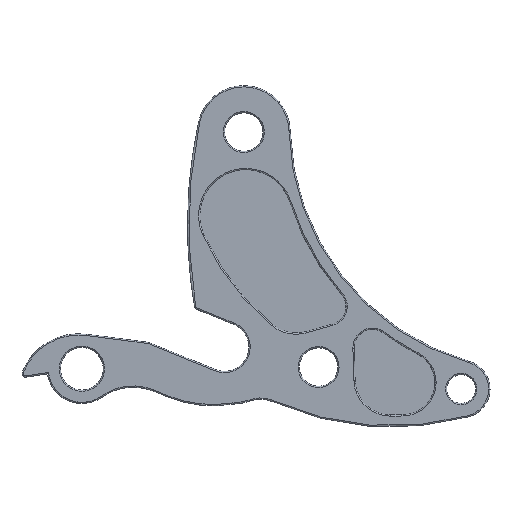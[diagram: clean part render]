
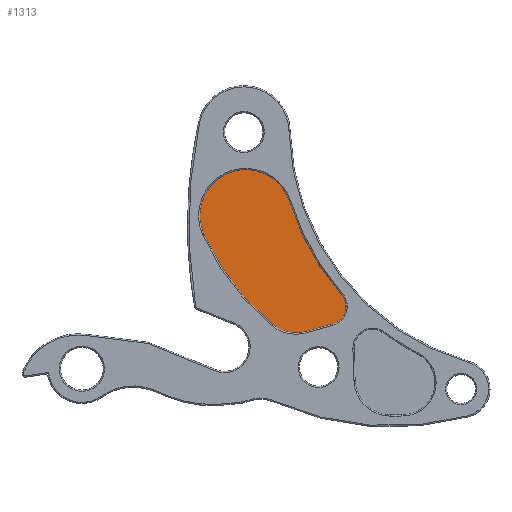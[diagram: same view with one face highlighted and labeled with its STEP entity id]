
A CAD part, top view. The second image highlights one B-rep face of the part: STEP entity #1313.
In plain terms, the highlighted planar face has unit normal (0, 0, 1).
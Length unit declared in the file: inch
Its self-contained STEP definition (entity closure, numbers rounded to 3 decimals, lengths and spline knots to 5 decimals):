
#133 = ORIENTED_EDGE ( 'NONE', *, *, #2493, .T. ) ;
#218 = VERTEX_POINT ( 'NONE', #2627 ) ;
#231 = CARTESIAN_POINT ( 'NONE',  ( 5.00327, -6.65569, 0.135 ) ) ;
#313 = CIRCLE ( 'NONE', #2059, 0.15 ) ;
#388 = CIRCLE ( 'NONE', #3098, 0.37647 ) ;
#404 = VECTOR ( 'NONE', #1118, 39.37008 ) ;
#423 = CIRCLE ( 'NONE', #2686, 0.30135 ) ;
#439 = CARTESIAN_POINT ( 'NONE',  ( 4.92156, -6.36563, 0.135 ) ) ;
#457 = ORIENTED_EDGE ( 'NONE', *, *, #2176, .T. ) ;
#551 = CARTESIAN_POINT ( 'NONE',  ( 5.22149, -6.59422, 0.135 ) ) ;
#568 = DIRECTION ( 'NONE',  ( 0., 0., 1. ) ) ;
#576 = DIRECTION ( 'NONE',  ( 0., 0., 1. ) ) ;
#612 = VERTEX_POINT ( 'NONE', #3160 ) ;
#617 = DIRECTION ( 'NONE',  ( 1., 0., 0. ) ) ;
#621 = AXIS2_PLACEMENT_3D ( 'NONE', #698, #692, #617 ) ;
#658 = DIRECTION ( 'NONE',  ( 1., 0., 0. ) ) ;
#689 = CIRCLE ( 'NONE', #904, 2.11128 ) ;
#692 = DIRECTION ( 'NONE',  ( 0., 0., 1. ) ) ;
#698 = CARTESIAN_POINT ( 'NONE',  ( 5.9953, -5.04939, 0.135 ) ) ;
#704 = DIRECTION ( 'NONE',  ( 1., 0., 0. ) ) ;
#759 = VERTEX_POINT ( 'NONE', #1782 ) ;
#853 = DIRECTION ( 'NONE',  ( 1., 0., 0. ) ) ;
#863 = DIRECTION ( 'NONE',  ( 0., 0., 1. ) ) ;
#904 = AXIS2_PLACEMENT_3D ( 'NONE', #1981, #3094, #658 ) ;
#941 = CIRCLE ( 'NONE', #621, 2. ) ;
#947 = EDGE_CURVE ( 'NONE', #3267, #2427, #941, .T. ) ;
#1118 = DIRECTION ( 'NONE',  ( 0.963, 0.271, 0. ) ) ;
#1198 = LINE ( 'NONE', #551, #404 ) ;
#1250 = ORIENTED_EDGE ( 'NONE', *, *, #3490, .T. ) ;
#1259 = CIRCLE ( 'NONE', #3030, 0.15 ) ;
#1268 = ORIENTED_EDGE ( 'NONE', *, *, #1322, .T. ) ;
#1313 = ADVANCED_FACE ( 'NONE', ( #3277 ), #1894, .T. ) ;
#1322 = EDGE_CURVE ( 'NONE', #1760, #218, #1198, .T. ) ;
#1328 = CARTESIAN_POINT ( 'NONE',  ( 4.51024, -5.70547, 0.135 ) ) ;
#1467 = VERTEX_POINT ( 'NONE', #2368 ) ;
#1495 = EDGE_CURVE ( 'NONE', #1467, #759, #689, .T. ) ;
#1513 = CARTESIAN_POINT ( 'NONE',  ( 4.51024, -5.70547, 0.135 ) ) ;
#1760 = VERTEX_POINT ( 'NONE', #231 ) ;
#1777 = DIRECTION ( 'NONE',  ( 1., 0., 0. ) ) ;
#1782 = CARTESIAN_POINT ( 'NONE',  ( 4.86955, -5.59313, 0.135 ) ) ;
#1850 = EDGE_CURVE ( 'NONE', #218, #612, #313, .T. ) ;
#1894 = PLANE ( 'NONE',  #2245 ) ;
#1979 = ORIENTED_EDGE ( 'NONE', *, *, #1850, .T. ) ;
#1981 = CARTESIAN_POINT ( 'NONE',  ( 6.88464, -4.96311, 0.135 ) ) ;
#2029 = EDGE_LOOP ( 'NONE', ( #457, #3167, #1250, #1268, #1979, #133, #3099 ) ) ;
#2059 = AXIS2_PLACEMENT_3D ( 'NONE', #2180, #568, #2468 ) ;
#2158 = CARTESIAN_POINT ( 'NONE',  ( 4.73107, -6.59914, 0.135 ) ) ;
#2176 = EDGE_CURVE ( 'NONE', #759, #3267, #388, .T. ) ;
#2180 = CARTESIAN_POINT ( 'NONE',  ( 5.18081, -6.44984, 0.135 ) ) ;
#2198 = CARTESIAN_POINT ( 'NONE',  ( 5.18081, -6.44984, 0.135 ) ) ;
#2245 = AXIS2_PLACEMENT_3D ( 'NONE', #1328, #863, #853 ) ;
#2336 = DIRECTION ( 'NONE',  ( 0., 0., 1. ) ) ;
#2368 = CARTESIAN_POINT ( 'NONE',  ( 5.29384, -6.35122, 0.135 ) ) ;
#2427 = VERTEX_POINT ( 'NONE', #2158 ) ;
#2468 = DIRECTION ( 'NONE',  ( 1., 0., 0. ) ) ;
#2485 = DIRECTION ( 'NONE',  ( 1., 0., 0. ) ) ;
#2493 = EDGE_CURVE ( 'NONE', #612, #1467, #1259, .T. ) ;
#2511 = CARTESIAN_POINT ( 'NONE',  ( 4.16588, -5.8576, 0.135 ) ) ;
#2627 = CARTESIAN_POINT ( 'NONE',  ( 5.22149, -6.59422, 0.135 ) ) ;
#2686 = AXIS2_PLACEMENT_3D ( 'NONE', #439, #2336, #704 ) ;
#3030 = AXIS2_PLACEMENT_3D ( 'NONE', #2198, #576, #2485 ) ;
#3094 = DIRECTION ( 'NONE',  ( 0., 0., -1. ) ) ;
#3098 = AXIS2_PLACEMENT_3D ( 'NONE', #1513, #3416, #1777 ) ;
#3099 = ORIENTED_EDGE ( 'NONE', *, *, #1495, .T. ) ;
#3160 = CARTESIAN_POINT ( 'NONE',  ( 5.33081, -6.44984, 0.135 ) ) ;
#3167 = ORIENTED_EDGE ( 'NONE', *, *, #947, .T. ) ;
#3267 = VERTEX_POINT ( 'NONE', #2511 ) ;
#3277 = FACE_OUTER_BOUND ( 'NONE', #2029, .T. ) ;
#3416 = DIRECTION ( 'NONE',  ( 0., 0., 1. ) ) ;
#3490 = EDGE_CURVE ( 'NONE', #2427, #1760, #423, .T. ) ;
